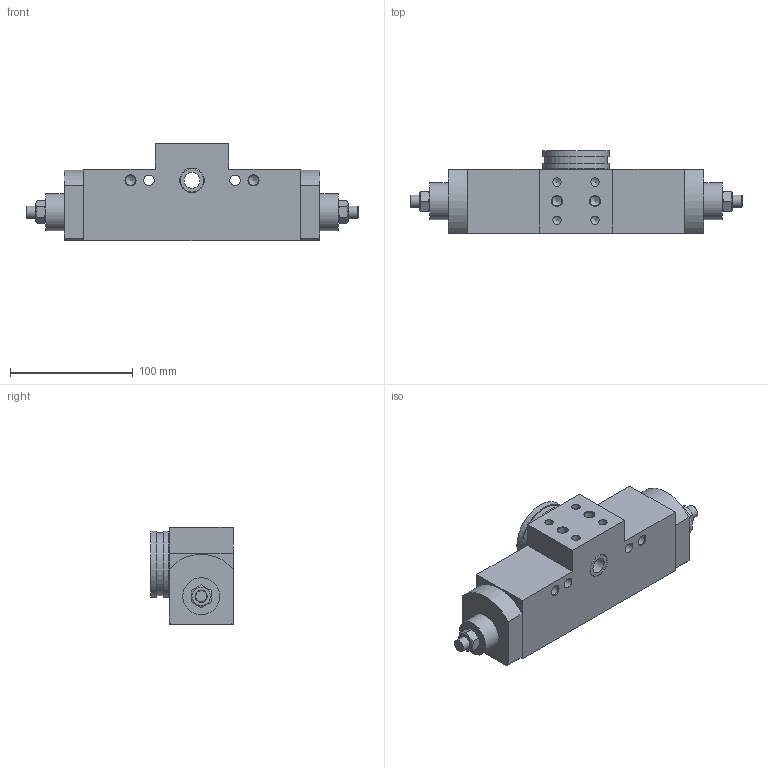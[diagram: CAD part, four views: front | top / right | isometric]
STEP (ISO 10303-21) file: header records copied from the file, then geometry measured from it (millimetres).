
FILE_DESCRIPTION(/* description */ (''),/* implementation_level */ '2;1');
FILE_NAME(/* name */ 'PAO-MC 30-A-N-RA-ID.stp',/* time_stamp */ '2021-10-21T11:05:24+02:00',/* author */ ('Francesca'),/* organization */ (''),/* preprocessor_version */ 'ST-DEVELOPER v17',/* originating_system */ 'Autodesk Inventor 2019',/* authorisation */ '');
FILE_SCHEMA (('AUTOMOTIVE_DESIGN { 1 0 10303 214 3 1 1 }'));
Length unit declared in the file: millimetre
Products named in the file (3): PAO-MC 30-A-N-RA-ID; Rotore; Corpo
Assembly tree (2 placements, depth 2):
  PAO-MC 30-A-N-RA-ID
    Rotore
    Corpo
Bounding box: 270 x 67 x 79 mm (x, y, z)
Volume: 707555 mm3; surface area: 87295.7 mm2
Topology: 2 solids, 2 shells, 154 faces, 445 edges, 314 vertices
Faces by surface type: plane 73, cylinder 48, cone 33
Full cylindrical faces by diameter (mm): 5 x4, 6 x2, 6.647 x4, 6.8 x4, 8 x6, 8.5 x2, 8.566 x2, 10 x2, 13 x1, 14 x2, 20 x2, 30 x2, 34 x1, 46.5 x1, 51 x1, 54 x2
Entity records: 5257 total; most frequent: CARTESIAN_POINT 949, DIRECTION 927, ORIENTED_EDGE 854, EDGE_CURVE 427, AXIS2_PLACEMENT_3D 364, VERTEX_POINT 314, CIRCLE 204, EDGE_LOOP 199
